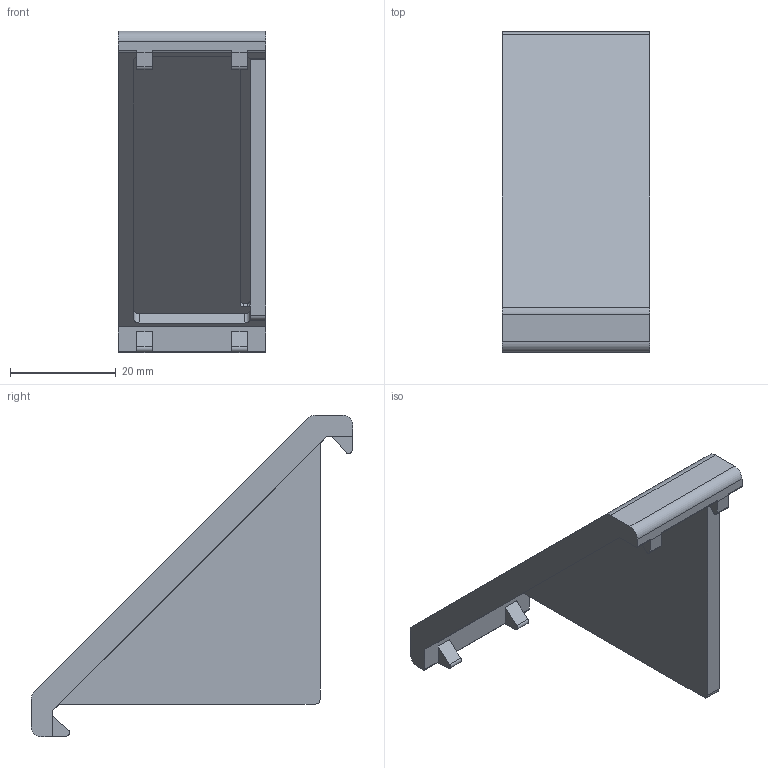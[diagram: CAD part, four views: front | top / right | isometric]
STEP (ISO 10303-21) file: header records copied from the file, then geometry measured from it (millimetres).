
FILE_DESCRIPTION( ( 'STEP AP214' ), '1' );
FILE_NAME( '093WA302.stp', '2020-06-08T20:09:13', ( 'License CC BY-ND 4.0' ), ( 'CADENAS' ), ' ', 'PARTsolutions', ' ' );
FILE_SCHEMA( ( 'AUTOMOTIVE_DESIGN { 1 0 10303 214 1 1 1 1 }' ) );
Length unit declared in the file: millimetre
Products named in the file (2): 093WA302; _093WA302-2
Assembly tree (1 placements, depth 2):
  093WA302
    _093WA302-2
Bounding box: 28 x 60.91 x 60.91 mm (x, y, z)
Volume: 11496.6 mm3; surface area: 9134.8 mm2
Topology: 1 solids, 1 shells, 62 faces, 180 edges, 120 vertices
Faces by surface type: plane 37, cylinder 25
Entity records: 2588 total; most frequent: CARTESIAN_POINT 364, ORIENTED_EDGE 360, DIRECTION 358, EDGE_CURVE 180, LINE 130, VECTOR 130, VERTEX_POINT 120, AXIS2_PLACEMENT_3D 114
